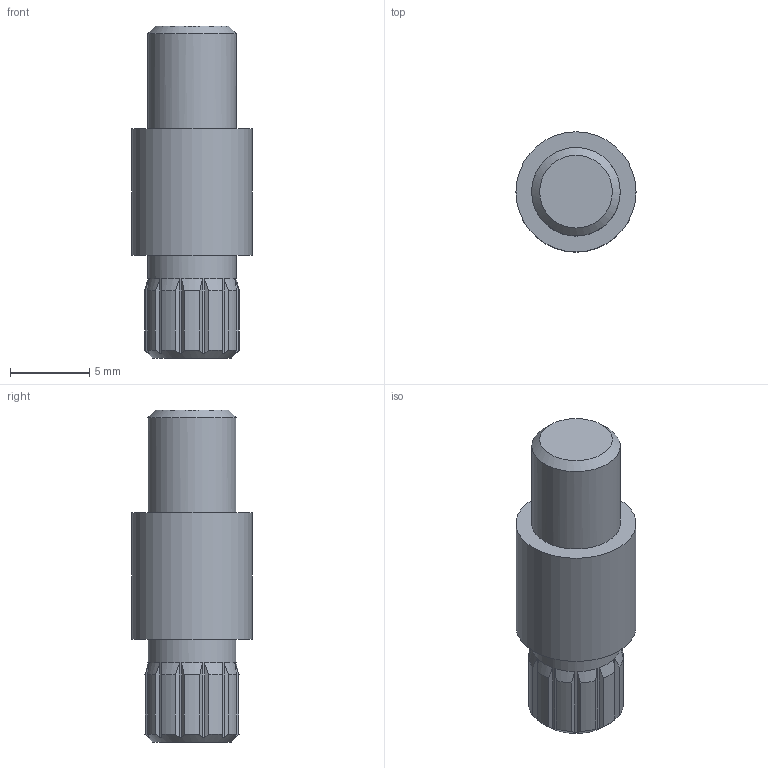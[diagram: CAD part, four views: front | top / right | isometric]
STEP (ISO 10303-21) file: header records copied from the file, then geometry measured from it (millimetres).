
FILE_DESCRIPTION (( 'STEP AP203' ), '1' );
FILE_NAME ('34-STIFT.step', '2024-04-19T09:08:05', ( '' ), ( '' ), 'SwSTEP 2.0', 'SolidWorks 2018', '' );
FILE_SCHEMA (( 'CONFIG_CONTROL_DESIGN' ));
Length unit declared in the file: millimetre
Products named in the file (3): 34-STIFT Teil1_34-STIFT Teil1; 34-STIFT; 34-STIFT Teil2_34-STIFT Teil2
Assembly tree (2 placements, depth 2):
  34-STIFT
    34-STIFT Teil1_34-STIFT Teil1
    34-STIFT Teil2_34-STIFT Teil2
Bounding box: 7.6 x 7.6 x 21 mm (x, y, z)
Volume: 692 mm3; surface area: 800.6 mm2
Topology: 2 solids, 2 shells, 279 faces, 761 edges, 507 vertices
Faces by surface type: plane 165, bspline 85, cylinder 15, cone 14
Full cylindrical faces by diameter (mm): 5.6 x2, 7.6 x1
Entity records: 12942 total; most frequent: CARTESIAN_POINT 6228, ORIENTED_EDGE 1508, DIRECTION 989, EDGE_CURVE 754, VERTEX_POINT 505, VECTOR 481, LINE 481, EDGE_LOOP 307
